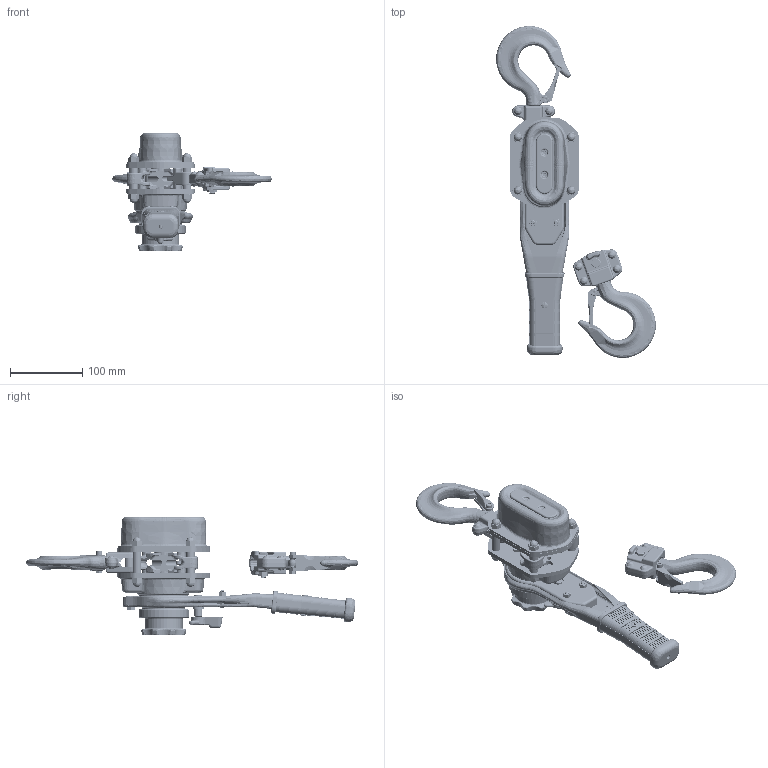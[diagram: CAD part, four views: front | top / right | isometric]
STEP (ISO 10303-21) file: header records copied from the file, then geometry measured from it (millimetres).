
FILE_DESCRIPTION((''),'2;1');
FILE_NAME('Fig.53-07 - 1,6t - 1.stp','2017-05-17T14:34:01',('goettelm'),(''),'Autodesk Inventor 2010','Autodesk Inventor 2010','');
FILE_SCHEMA(('AUTOMOTIVE_DESIGN { 1 0 10303 214 1 1 1 1 }'));
Length unit declared in the file: millimetre
Products named in the file (1): Fig.53-07 - 1,6t - 1
Bounding box: 221.74 x 460.85 x 165 mm (x, y, z)
Volume: 733864 mm3; surface area: 436882.9 mm2
Topology: 71 solids, 71 shells, 7161 faces, 19024 edges, 11974 vertices
Faces by surface type: bspline 3378, plane 1872, cylinder 1495, cone 416
Full cylindrical faces by diameter (mm): 3 x4, 4 x4, 4.5 x1, 5 x61, 5.2 x6, 6 x8, 6.1 x2, 6.2 x4, 6.3 x8, 6.5 x2, 7 x4, 8 x14, 8.3 x20, 8.5 x10, 9 x2, 9.001 x1, 9.1 x4, 9.35 x1, 9.7 x4, 9.8 x1, 10.2 x1, 10.35 x1, 10.353 x1, 11 x8, 11.2 x1, 11.8 x1, 12 x5, 12.2 x2, 12.5 x3, 13.5 x1
Entity records: 471703 total; most frequent: CARTESIAN_POINT 312036, ORIENTED_EDGE 36452, DIRECTION 24478, EDGE_CURVE 18226, VERTEX_POINT 11708, AXIS2_PLACEMENT_3D 9208, EDGE_LOOP 7746, STYLED_ITEM 7158
